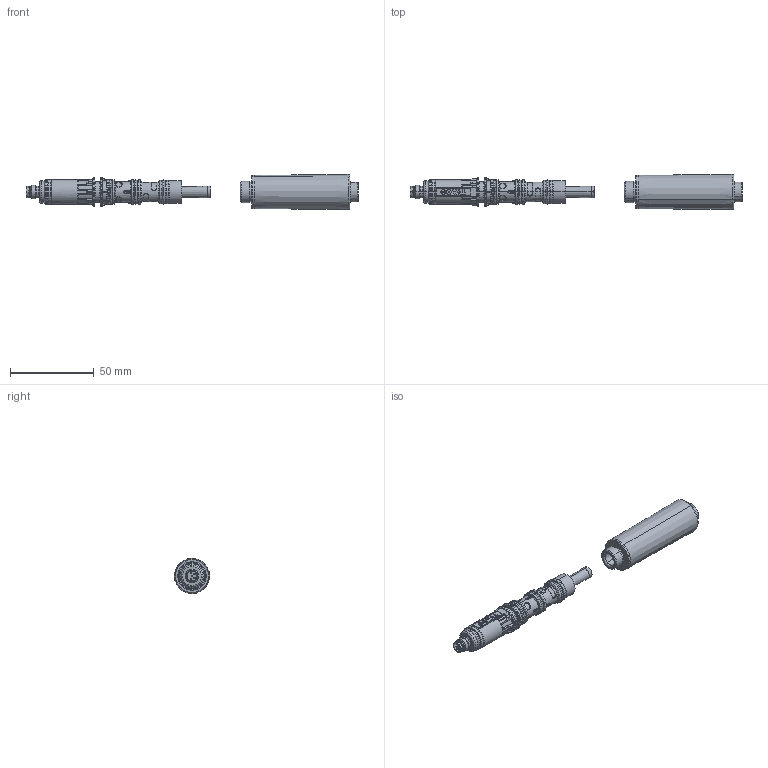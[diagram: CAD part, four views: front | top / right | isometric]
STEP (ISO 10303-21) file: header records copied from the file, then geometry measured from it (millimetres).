
FILE_DESCRIPTION(('STEP AP242'),'1');
FILE_NAME('coval_cvpc90x16k.stp','2020-06-01T19:58:53',('TraceParts'),('TraceParts S.A.'),'Spatial InterOp 3D',' ',' ');
FILE_SCHEMA(('AP242_MANAGED_MODEL_BASED_3D_ENGINEERING_MIM_LF {1 0 10303 442 1 1 4}'));
Length unit declared in the file: millimetre
Products named in the file (1): coval_cvpc90x16k_1
Bounding box: 198.22 x 20.92 x 20.92 mm (x, y, z)
Volume: 30669 mm3; surface area: 22769 mm2
Topology: 20 solids, 21 shells, 1045 faces, 2574 edges, 1592 vertices
Faces by surface type: cylinder 356, plane 260, torus 182, cone 124, bspline 117, sphere 6
Entity records: 44813 total; most frequent: CARTESIAN_POINT 12234, ORIENTED_EDGE 5106, DIRECTION 4979, EDGE_CURVE 2553, AXIS2_PLACEMENT_3D 2048, VERTEX_POINT 1592, EDGE_LOOP 1131, CIRCLE 1100
